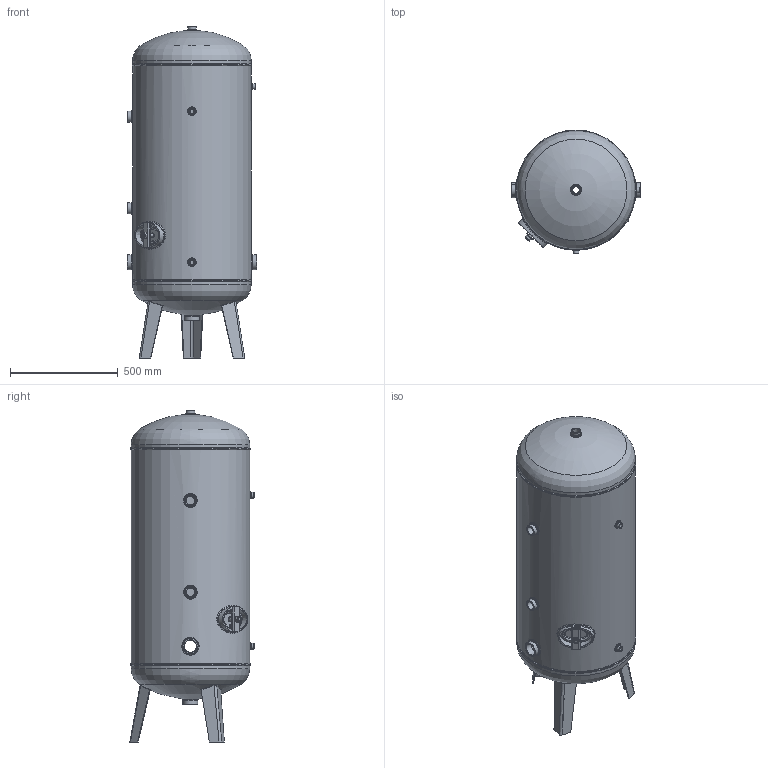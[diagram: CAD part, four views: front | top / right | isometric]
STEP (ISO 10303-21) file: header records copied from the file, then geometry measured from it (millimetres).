
FILE_DESCRIPTION(('HOOPS Exchange Step'),'2;1');
FILE_NAME('BE04_300L.stp','2025-07-14T08:55:50+02:00',('nieru'),('Unknown organisation'),'HOOPS Exchange 2024.2','HOOPS Exchange','Unknown authorisation');
FILE_SCHEMA( ('AP203_CONFIGURATION_CONTROLLED_3D_DESIGN_OF_MECHANICAL_PARTS_AND_ASSEMBLIES_MIM_LF') );
Length unit declared in the file: millimetre
Products named in the file (2): 0; root
Assembly tree (1 placements, depth 2):
  root
    0
Bounding box: 600 x 575.39 x 1538.93 mm (x, y, z)
Volume: 19933088.1 mm3; surface area: 5134421.5 mm2
Topology: 3 solids, 5 shells, 256 faces, 677 edges, 436 vertices
Faces by surface type: plane 81, bspline 75, cone 43, cylinder 37, torus 16, sphere 4
Full cylindrical faces by diameter (mm): 16 x2, 18.631 x3, 26.631 x3, 30.291 x1, 38.952 x2, 40.291 x1, 50.952 x2, 56.656 x3, 69.656 x3, 534 x1, 550 x3, 555.915 x2
Entity records: 84639 total; most frequent: CARTESIAN_POINT 78745, ORIENTED_EDGE 1356, DIRECTION 1014, EDGE_CURVE 678, VERTEX_POINT 436, AXIS2_PLACEMENT_3D 403, EDGE_LOOP 284, FACE_BOUND 284
